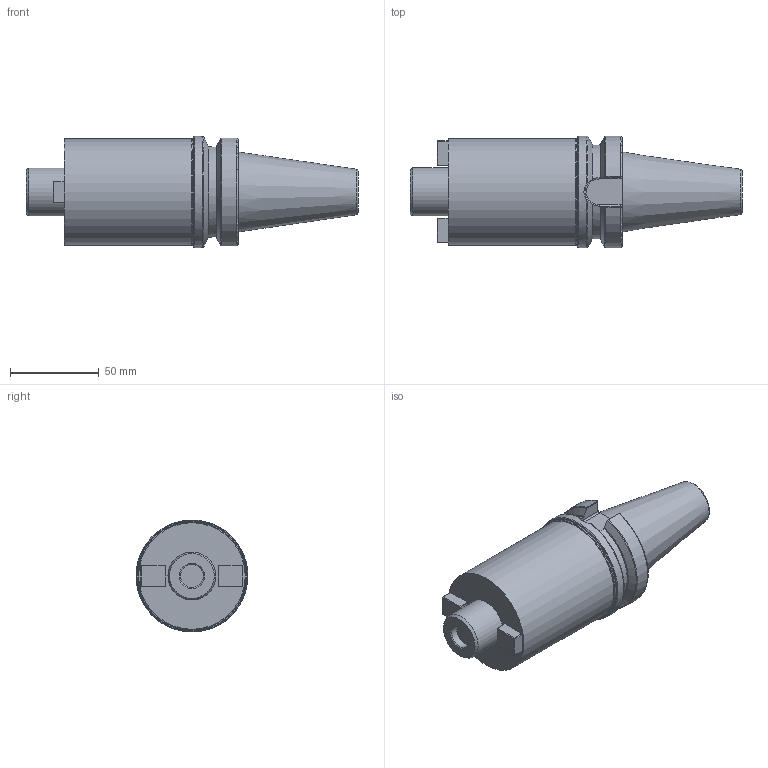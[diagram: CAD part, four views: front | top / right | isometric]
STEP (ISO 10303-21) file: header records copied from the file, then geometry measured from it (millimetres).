
FILE_DESCRIPTION(/* description */ (''),/* implementation_level */ '2;1');
FILE_NAME(/* name */ 'ABT40-FM-27-100.stp',/* time_stamp */ '2024-11-22T11:10:00+03:00',/* author */ (''),/* organization */ (''),/* preprocessor_version */ 'ST-DEVELOPER v19.4',/* originating_system */ 'SIEMENS PLM Software NX2306.9102',/* authorisation */ '');
FILE_SCHEMA (('AUTOMOTIVE_DESIGN { 1 0 10303 214 3 1 1 1 }'));
Length unit declared in the file: millimetre
Products named in the file (1): ABT40-FM-27-100-lıght
Bounding box: 186.9 x 62.9 x 63 mm (x, y, z)
Volume: 354109.1 mm3; surface area: 34944.3 mm2
Topology: 1 solids, 1 shells, 112 faces, 266 edges, 163 vertices
Faces by surface type: plane 59, cylinder 21, torus 15, cone 15, bspline 2
Full cylindrical faces by diameter (mm): 4 x1, 10 x1, 13 x1, 27 x1, 59.8 x1, 60 x1, 63 x1
Entity records: 3382 total; most frequent: CARTESIAN_POINT 932, ORIENTED_EDGE 488, DIRECTION 480, EDGE_CURVE 244, AXIS2_PLACEMENT_3D 177, VERTEX_POINT 161, EDGE_LOOP 138, LINE 126
